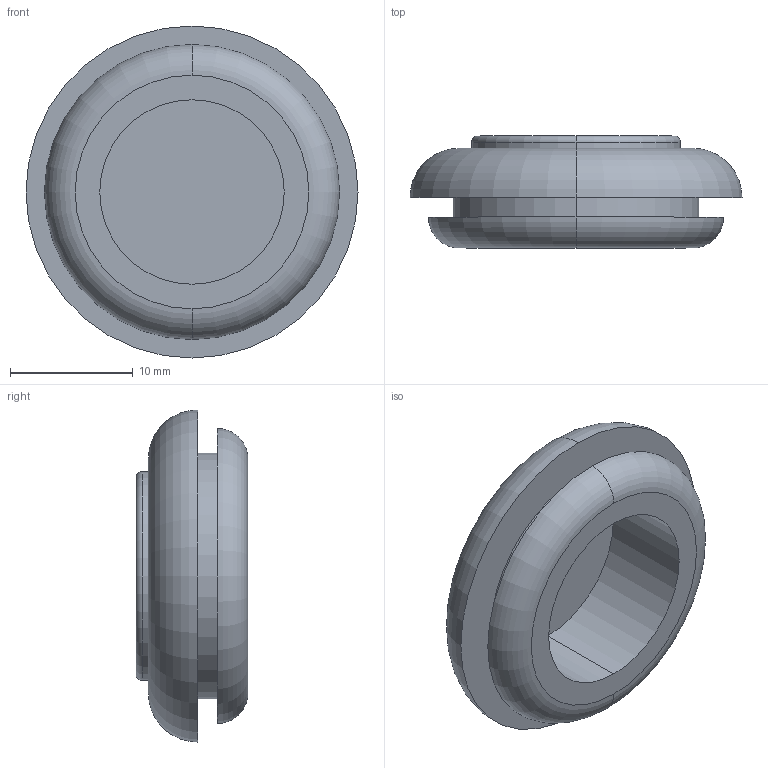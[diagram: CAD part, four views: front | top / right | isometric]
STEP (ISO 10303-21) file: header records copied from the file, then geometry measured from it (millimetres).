
FILE_DESCRIPTION (( 'STEP AP214' ), '1' );
FILE_NAME ('TM_MG_3_F.STEP', '2017-02-14T03:56:16', ( '' ), ( '' ), 'SwSTEP 2.0', 'SolidWorks 2015', '' );
FILE_SCHEMA (( 'AUTOMOTIVE_DESIGN' ));
Length unit declared in the file: millimetre
Products named in the file (2): TM_MG_3_F; grommet
Assembly tree (1 placements, depth 2):
  TM_MG_3_F
    grommet
Bounding box: 27 x 9.1 x 27 mm (x, y, z)
Volume: 2257.3 mm3; surface area: 2250.6 mm2
Topology: 1 solids, 1 shells, 20 faces, 38 edges, 24 vertices
Faces by surface type: cylinder 8, torus 6, plane 6
Entity records: 586 total; most frequent: DIRECTION 116, CARTESIAN_POINT 86, ORIENTED_EDGE 76, AXIS2_PLACEMENT_3D 54, EDGE_CURVE 38, CIRCLE 30, EDGE_LOOP 24, VERTEX_POINT 24
